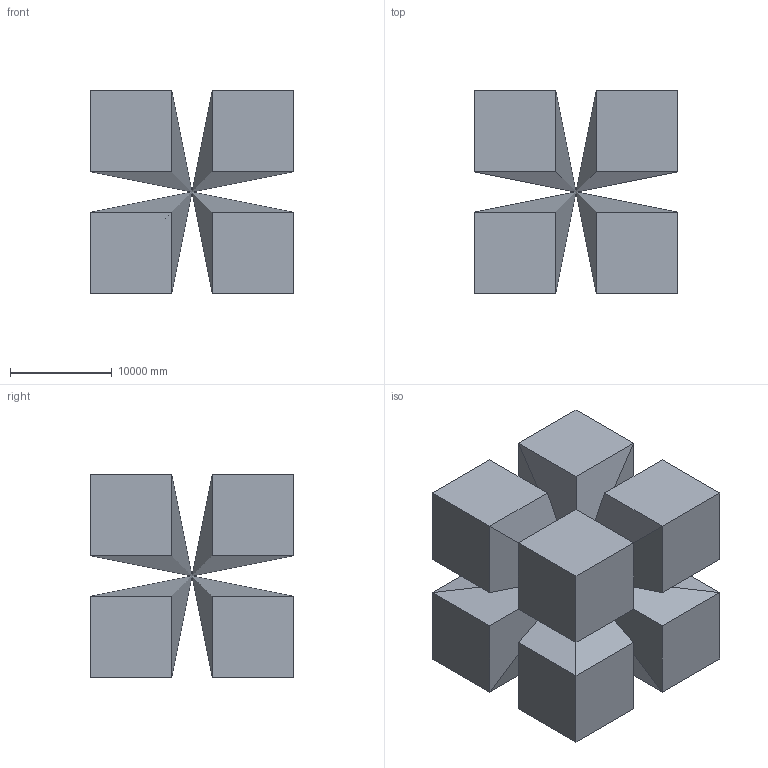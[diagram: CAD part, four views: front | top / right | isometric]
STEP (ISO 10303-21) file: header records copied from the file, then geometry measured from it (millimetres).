
FILE_DESCRIPTION(('Open CASCADE Model'),'2;1');
FILE_NAME('Open CASCADE Shape Model','2024-08-10T13:50:23',('Author'),( 'Open CASCADE'),'Open CASCADE STEP processor 7.5','Open CASCADE 7.5' ,'Unknown');
FILE_SCHEMA(('AUTOMOTIVE_DESIGN { 1 0 10303 214 1 1 1 1 }'));
Length unit declared in the file: metre
Products named in the file (9): Fuse_1_1; Fuse_1_1_1; Fuse_1_1_2; Fuse_1_1_3; Fuse_1_1_4; Fuse_1_1_5; Fuse_1_1_6; Fuse_1_1_7; Fuse_1_1_8
Assembly tree (8 placements, depth 2):
  Fuse_1_1
    Fuse_1_1_1
    Fuse_1_1_2
    Fuse_1_1_3
    Fuse_1_1_4
    Fuse_1_1_5
    Fuse_1_1_6
    Fuse_1_1_7
    Fuse_1_1_8
Bounding box: 20000 x 20000 x 20000 mm (x, y, z)
Volume: 5120000000000.1 mm3; surface area: 3494023493.2 mm2
Topology: 8 solids, 8 shells, 72 faces, 120 edges, 64 vertices
Faces by surface type: plane 72
Entity records: 3280 total; most frequent: DIRECTION 522, CARTESIAN_POINT 505, LINE 360, VECTOR 360, ORIENTED_EDGE 240, PCURVE 240, DEFINITIONAL_REPRESENTATION 240, EDGE_CURVE 120
